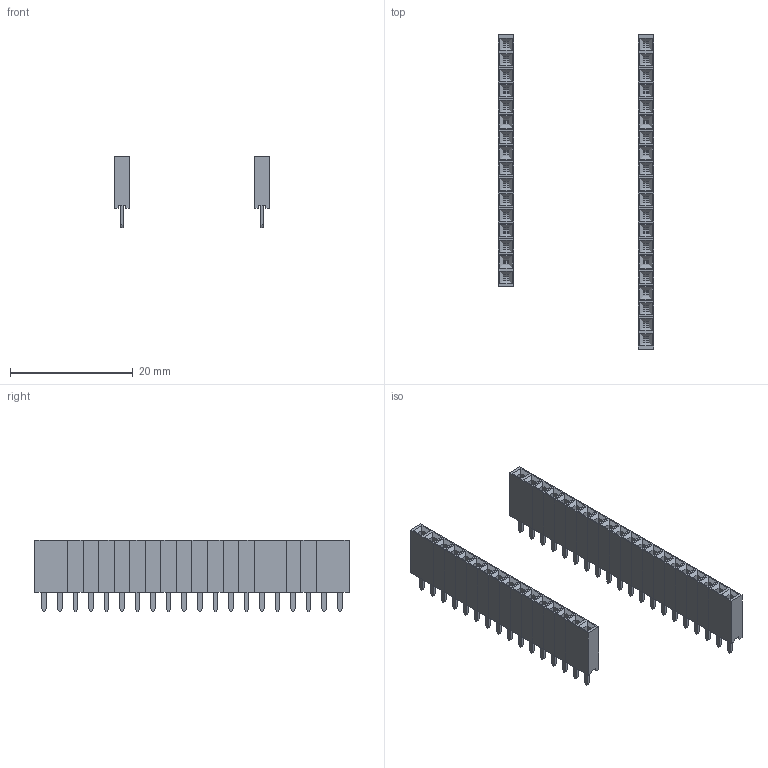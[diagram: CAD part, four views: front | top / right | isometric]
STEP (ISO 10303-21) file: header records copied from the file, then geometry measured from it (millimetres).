
FILE_DESCRIPTION(('for SolidWorks'),'2;1');
FILE_NAME('lolin32.step' ,'2017-11-27T18:58:23',('barts'),(''), 'Open CASCADE STEP processor 6.6','DipTrace','Unknown');
FILE_SCHEMA(('AUTOMOTIVE_DESIGN { 1 0 10303 214 1 1 1 1 }'));
Length unit declared in the file: millimetre
Products named in the file (3): PCB_lolin32; hdrf-1x16t_2.54_41x3; hdrf-1x20t_2.54_51x3
Assembly tree (2 placements, depth 2):
  PCB_lolin32
    hdrf-1x16t_2.54_41x3
    hdrf-1x20t_2.54_51x3
Bounding box: 25.36 x 51.3 x 11.7 mm (x, y, z)
Surface area: 4477.6 mm2 (no closed solid volume)
Topology: 0 solids, 32 shells, 1184 faces, 3000 edges, 1952 vertices
Faces by surface type: plane 1184
Entity records: 43153 total; most frequent: CARTESIAN_POINT 6139, ORIENTED_EDGE 6000, DIRECTION 5374, EDGE_CURVE 3000, LINE 3000, VECTOR 3000, VERTEX_POINT 1952, FACE_BOUND 1256
